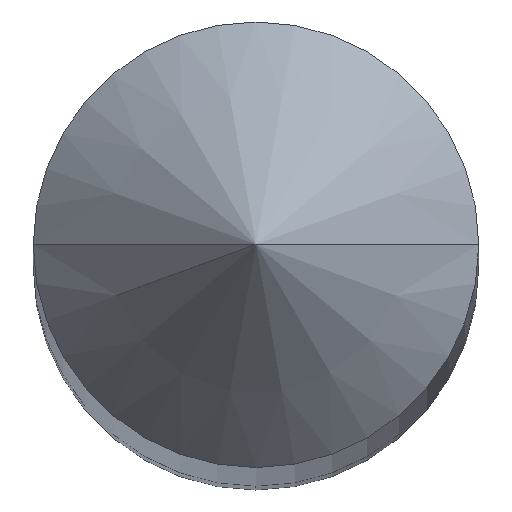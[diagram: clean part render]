
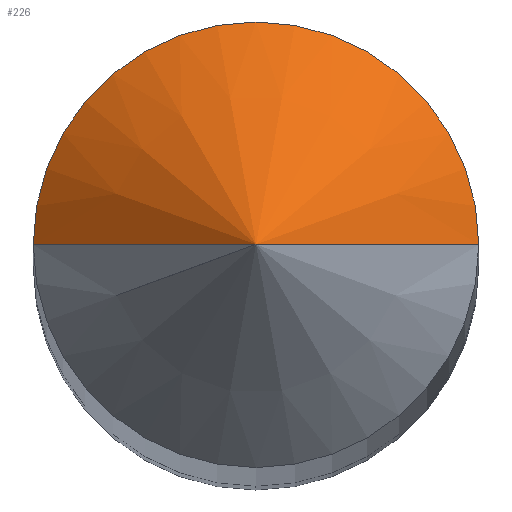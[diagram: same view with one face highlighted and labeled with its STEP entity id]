
A CAD part, top view. The second image highlights one B-rep face of the part: STEP entity #226.
In plain terms, the highlighted conical face has half-angle 45 degrees and reference radius 0.4 mm.
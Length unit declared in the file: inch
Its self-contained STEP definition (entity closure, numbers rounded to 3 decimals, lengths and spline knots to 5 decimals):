
#2 = ORIENTED_EDGE ( 'NONE', *, *, #65, .T. ) ;
#4 = EDGE_CURVE ( 'NONE', #20, #313, #311, .T. ) ;
#20 = VERTEX_POINT ( 'NONE', #116 ) ;
#22 = LINE ( 'NONE', #360, #174 ) ;
#35 = CARTESIAN_POINT ( 'NONE',  ( -0.01575, 0., -0.03125 ) ) ;
#65 = EDGE_CURVE ( 'NONE', #140, #313, #94, .T. ) ;
#73 = AXIS2_PLACEMENT_3D ( 'NONE', #126, #246, #349 ) ;
#88 = EDGE_LOOP ( 'NONE', ( #283, #250, #2 ) ) ;
#94 = CIRCLE ( 'NONE', #73, 0.01575 ) ;
#110 = DIRECTION ( 'NONE',  ( 0.707, 0., -0.707 ) ) ;
#116 = CARTESIAN_POINT ( 'NONE',  ( 0., 0., -0.0155 ) ) ;
#126 = CARTESIAN_POINT ( 'NONE',  ( 0., 0., -0.03125 ) ) ;
#128 = AXIS2_PLACEMENT_3D ( 'NONE', #153, #244, #326 ) ;
#140 = VERTEX_POINT ( 'NONE', #235 ) ;
#149 = DIRECTION ( 'NONE',  ( -0.707, 0., -0.707 ) ) ;
#153 = CARTESIAN_POINT ( 'NONE',  ( 0., 0., -0.03125 ) ) ;
#174 = VECTOR ( 'NONE', #110, 39.37008 ) ;
#202 = CONICAL_SURFACE ( 'NONE', #128, 0.01575, 0.785 ) ;
#220 = CARTESIAN_POINT ( 'NONE',  ( -0.01575, 0., -0.03125 ) ) ;
#226 = ADVANCED_FACE ( 'NONE', ( #296 ), #202, .T. ) ;
#235 = CARTESIAN_POINT ( 'NONE',  ( 0.01575, 0., -0.03125 ) ) ;
#244 = DIRECTION ( 'NONE',  ( 0., 0., -1. ) ) ;
#246 = DIRECTION ( 'NONE',  ( 0., 0., 1. ) ) ;
#250 = ORIENTED_EDGE ( 'NONE', *, *, #312, .T. ) ;
#273 = VECTOR ( 'NONE', #149, 39.37008 ) ;
#283 = ORIENTED_EDGE ( 'NONE', *, *, #4, .F. ) ;
#296 = FACE_OUTER_BOUND ( 'NONE', #88, .T. ) ;
#311 = LINE ( 'NONE', #35, #273 ) ;
#312 = EDGE_CURVE ( 'NONE', #20, #140, #22, .T. ) ;
#313 = VERTEX_POINT ( 'NONE', #220 ) ;
#326 = DIRECTION ( 'NONE',  ( -1., 0., 0. ) ) ;
#349 = DIRECTION ( 'NONE',  ( 1., 0., 0. ) ) ;
#360 = CARTESIAN_POINT ( 'NONE',  ( 0.01575, 0., -0.03125 ) ) ;
